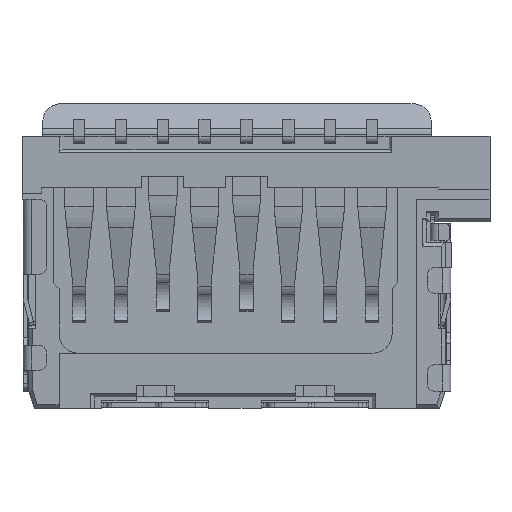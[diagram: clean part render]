
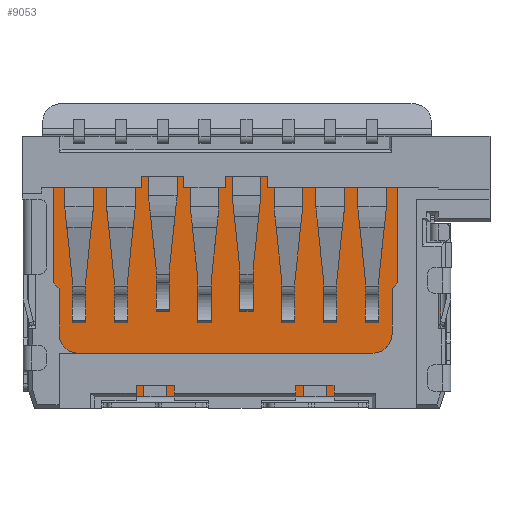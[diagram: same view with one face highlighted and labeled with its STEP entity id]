
A CAD part, front view. The second image highlights one B-rep face of the part: STEP entity #9053.
In plain terms, the highlighted planar face has unit normal (0, -1, 0).
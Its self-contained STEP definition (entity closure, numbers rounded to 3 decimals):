
#147=DIRECTION('',(0.,0.,-1.));
#148=VECTOR('',#147,1.4);
#149=CARTESIAN_POINT('',(-5.1,0.605,0.05));
#150=LINE('',#149,#148);
#217=DIRECTION('',(0.,0.,-1.));
#218=VECTOR('',#217,1.4);
#219=CARTESIAN_POINT('',(5.1,0.605,0.05));
#220=LINE('',#219,#218);
#300=DIRECTION('',(-1.,0.,0.));
#301=VECTOR('',#300,0.15);
#302=CARTESIAN_POINT('',(5.35,0.605,-2.3));
#303=LINE('',#302,#301);
#308=CARTESIAN_POINT('',(5.2,0.605,-2.2));
#309=DIRECTION('',(0.,-1.,0.));
#310=DIRECTION('',(0.,0.,1.));
#311=AXIS2_PLACEMENT_3D('',#308,#309,#310);
#313=DIRECTION('',(0.,0.,1.));
#314=VECTOR('',#313,4.4);
#315=CARTESIAN_POINT('',(5.35,0.605,-6.7));
#316=LINE('',#315,#314);
#317=DIRECTION('',(-1.,0.,0.));
#318=VECTOR('',#317,1.1);
#319=CARTESIAN_POINT('',(5.35,0.605,-6.7));
#320=LINE('',#319,#318);
#321=DIRECTION('',(-1.,0.,0.));
#322=VECTOR('',#321,1.1);
#323=CARTESIAN_POINT('',(-4.25,0.605,-6.7));
#324=LINE('',#323,#322);
#325=DIRECTION('',(0.,0.,1.));
#326=VECTOR('',#325,5.25);
#327=CARTESIAN_POINT('',(-5.35,0.605,-6.7));
#328=LINE('',#327,#326);
#329=DIRECTION('',(1.,0.,0.));
#330=VECTOR('',#329,10.2);
#331=CARTESIAN_POINT('',(-5.1,0.605,0.05));
#332=LINE('',#331,#330);
#333=CARTESIAN_POINT('',(5.2,0.605,-1.35));
#334=DIRECTION('',(0.,-1.,0.));
#335=DIRECTION('',(-1.,0.,0.));
#336=AXIS2_PLACEMENT_3D('',#333,#334,#335);
#338=DIRECTION('',(1.,0.,0.));
#339=VECTOR('',#338,0.32);
#340=CARTESIAN_POINT('',(5.2,0.605,-1.45));
#341=LINE('',#340,#339);
#342=CARTESIAN_POINT('',(5.52,0.605,-1.55));
#343=DIRECTION('',(0.,1.,0.));
#344=DIRECTION('',(0.,0.,1.));
#345=AXIS2_PLACEMENT_3D('',#342,#343,#344);
#347=DIRECTION('',(0.,0.,-1.));
#348=VECTOR('',#347,0.45);
#349=CARTESIAN_POINT('',(5.62,0.605,-1.55));
#350=LINE('',#349,#348);
#351=CARTESIAN_POINT('',(5.52,0.605,-2.));
#352=DIRECTION('',(0.,1.,0.));
#353=DIRECTION('',(1.,0.,0.));
#354=AXIS2_PLACEMENT_3D('',#351,#352,#353);
#356=DIRECTION('',(-1.,0.,0.));
#357=VECTOR('',#356,0.32);
#358=CARTESIAN_POINT('',(5.52,0.605,-2.1));
#359=LINE('',#358,#357);
#774=DIRECTION('',(1.,0.,0.));
#775=VECTOR('',#774,0.15);
#776=CARTESIAN_POINT('',(-5.35,0.605,-1.45));
#777=LINE('',#776,#775);
#796=CARTESIAN_POINT('',(-5.2,0.605,-1.35));
#797=DIRECTION('',(0.,1.,0.));
#798=DIRECTION('',(1.,0.,0.));
#799=AXIS2_PLACEMENT_3D('',#796,#797,#798);
#6352=DIRECTION('',(0.,0.,-1.));
#6353=VECTOR('',#6352,0.15);
#6354=CARTESIAN_POINT('',(-4.25,0.605,-6.7));
#6355=LINE('',#6354,#6353);
#6630=DIRECTION('',(0.,0.,-1.));
#6631=VECTOR('',#6630,0.15);
#6632=CARTESIAN_POINT('',(4.25,0.605,-6.7));
#6633=LINE('',#6632,#6631);
#6647=DIRECTION('',(1.,0.,0.));
#6648=VECTOR('',#6647,8.5);
#6649=CARTESIAN_POINT('',(-4.25,0.605,-6.85));
#6650=LINE('',#6649,#6648);
#7571=CARTESIAN_POINT('',(-5.1,0.605,0.05));
#7573=VERTEX_POINT('',#7571);
#7579=CARTESIAN_POINT('',(5.1,0.605,0.05));
#7581=VERTEX_POINT('',#7579);
#7591=CARTESIAN_POINT('',(5.35,0.605,-6.7));
#7593=VERTEX_POINT('',#7591);
#7599=CARTESIAN_POINT('',(5.35,0.605,-2.3));
#7601=VERTEX_POINT('',#7599);
#7606=CARTESIAN_POINT('',(-5.35,0.605,-6.7));
#7608=VERTEX_POINT('',#7606);
#7610=CARTESIAN_POINT('',(-4.25,0.605,-6.85));
#7612=VERTEX_POINT('',#7610);
#7618=CARTESIAN_POINT('',(4.25,0.605,-6.85));
#7620=VERTEX_POINT('',#7618);
#7626=CARTESIAN_POINT('',(-4.25,0.605,-6.7));
#7628=VERTEX_POINT('',#7626);
#7630=CARTESIAN_POINT('',(4.25,0.605,-6.7));
#7632=VERTEX_POINT('',#7630);
#7850=CARTESIAN_POINT('',(-5.35,0.605,-1.45));
#7851=VERTEX_POINT('',#7850);
#7918=CARTESIAN_POINT('',(5.2,0.605,-1.45));
#7919=CARTESIAN_POINT('',(5.52,0.605,-1.45));
#7920=VERTEX_POINT('',#7918);
#7921=VERTEX_POINT('',#7919);
#7922=CARTESIAN_POINT('',(5.62,0.605,-1.55));
#7923=VERTEX_POINT('',#7922);
#7924=CARTESIAN_POINT('',(5.62,0.605,-2.));
#7925=VERTEX_POINT('',#7924);
#7926=CARTESIAN_POINT('',(5.52,0.605,-2.1));
#7927=VERTEX_POINT('',#7926);
#7928=CARTESIAN_POINT('',(5.2,0.605,-2.1));
#7929=VERTEX_POINT('',#7928);
#7930=CARTESIAN_POINT('',(5.1,0.605,-1.35));
#7932=VERTEX_POINT('',#7930);
#7958=CARTESIAN_POINT('',(-5.1,0.605,-1.35));
#7960=VERTEX_POINT('',#7958);
#7962=CARTESIAN_POINT('',(-5.2,0.605,-1.45));
#7964=VERTEX_POINT('',#7962);
#7967=CARTESIAN_POINT('',(5.2,0.605,-2.3));
#7969=VERTEX_POINT('',#7967);
#9010=CARTESIAN_POINT('',(-5.1,0.605,0.05));
#9011=DIRECTION('',(0.,-1.,0.));
#9012=DIRECTION('',(0.,0.,-1.));
#9013=AXIS2_PLACEMENT_3D('',#9010,#9011,#9012);
#9014=PLANE('',#9013);
#9015=ORIENTED_EDGE('',*,*,#9003,.T.);
#9016=ORIENTED_EDGE('',*,*,#8991,.F.);
#9018=ORIENTED_EDGE('',*,*,#9017,.F.);
#9020=ORIENTED_EDGE('',*,*,#9019,.T.);
#9022=ORIENTED_EDGE('',*,*,#9021,.T.);
#9024=ORIENTED_EDGE('',*,*,#9023,.F.);
#9026=ORIENTED_EDGE('',*,*,#9025,.F.);
#9028=ORIENTED_EDGE('',*,*,#9027,.T.);
#9030=ORIENTED_EDGE('',*,*,#9029,.T.);
#9032=ORIENTED_EDGE('',*,*,#9031,.T.);
#9034=ORIENTED_EDGE('',*,*,#9033,.F.);
#9035=ORIENTED_EDGE('',*,*,#8816,.F.);
#9037=ORIENTED_EDGE('',*,*,#9036,.T.);
#9038=ORIENTED_EDGE('',*,*,#8907,.T.);
#9040=ORIENTED_EDGE('',*,*,#9039,.T.);
#9042=ORIENTED_EDGE('',*,*,#9041,.T.);
#9044=ORIENTED_EDGE('',*,*,#9043,.T.);
#9046=ORIENTED_EDGE('',*,*,#9045,.T.);
#9048=ORIENTED_EDGE('',*,*,#9047,.T.);
#9050=ORIENTED_EDGE('',*,*,#9049,.T.);
#9051=EDGE_LOOP('',(#9015,#9016,#9018,#9020,#9022,#9024,#9026,#9028,#9030,#9032,
#9034,#9035,#9037,#9038,#9040,#9042,#9044,#9046,#9048,#9050));
#9052=FACE_OUTER_BOUND('',#9051,.F.);
#312=CIRCLE('',#311,0.1);
#337=CIRCLE('',#336,0.1);
#346=CIRCLE('',#345,0.1);
#355=CIRCLE('',#354,0.1);
#800=CIRCLE('',#799,0.1);
#8816=EDGE_CURVE('',#7573,#7960,#150,.T.);
#8907=EDGE_CURVE('',#7581,#7932,#220,.T.);
#8991=EDGE_CURVE('',#7601,#7969,#303,.T.);
#9003=EDGE_CURVE('',#7929,#7969,#312,.T.);
#9017=EDGE_CURVE('',#7593,#7601,#316,.T.);
#9019=EDGE_CURVE('',#7593,#7632,#320,.T.);
#9021=EDGE_CURVE('',#7632,#7620,#6633,.T.);
#9023=EDGE_CURVE('',#7612,#7620,#6650,.T.);
#9025=EDGE_CURVE('',#7628,#7612,#6355,.T.);
#9027=EDGE_CURVE('',#7628,#7608,#324,.T.);
#9029=EDGE_CURVE('',#7608,#7851,#328,.T.);
#9031=EDGE_CURVE('',#7851,#7964,#777,.T.);
#9033=EDGE_CURVE('',#7960,#7964,#800,.T.);
#9036=EDGE_CURVE('',#7573,#7581,#332,.T.);
#9039=EDGE_CURVE('',#7932,#7920,#337,.T.);
#9041=EDGE_CURVE('',#7920,#7921,#341,.T.);
#9043=EDGE_CURVE('',#7921,#7923,#346,.T.);
#9045=EDGE_CURVE('',#7923,#7925,#350,.T.);
#9047=EDGE_CURVE('',#7925,#7927,#355,.T.);
#9049=EDGE_CURVE('',#7927,#7929,#359,.T.);
#9053=ADVANCED_FACE('',(#9052),#9014,.T.);
